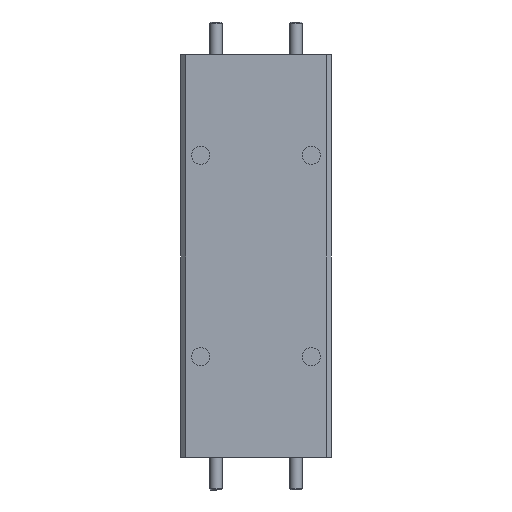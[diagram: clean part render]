
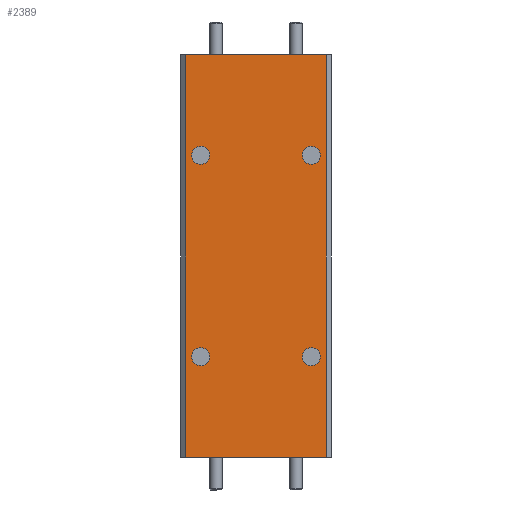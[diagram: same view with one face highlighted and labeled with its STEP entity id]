
A CAD part, front view. The second image highlights one B-rep face of the part: STEP entity #2389.
In plain terms, the highlighted planar face has unit normal (0, -1, 0).
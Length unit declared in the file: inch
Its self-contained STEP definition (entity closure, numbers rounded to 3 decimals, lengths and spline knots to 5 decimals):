
#51 = CARTESIAN_POINT ( 'NONE',  ( 0.275, -0.544, -0.5 ) ) ;
#56 = ORIENTED_EDGE ( 'NONE', *, *, #1450, .T. ) ;
#251 = CARTESIAN_POINT ( 'NONE',  ( 0.35, -0.544, 1. ) ) ;
#252 = VERTEX_POINT ( 'NONE', #1196 ) ;
#311 = AXIS2_PLACEMENT_3D ( 'NONE', #1254, #6697, #4242 ) ;
#406 = VERTEX_POINT ( 'NONE', #4534 ) ;
#627 = EDGE_CURVE ( 'NONE', #7073, #252, #4430, .T. ) ;
#672 = DIRECTION ( 'NONE',  ( 0., -1., 0. ) ) ;
#676 = DIRECTION ( 'NONE',  ( 0., 0., 1. ) ) ;
#918 = EDGE_LOOP ( 'NONE', ( #5892, #7347, #7508, #56 ) ) ;
#919 = ORIENTED_EDGE ( 'NONE', *, *, #6666, .F. ) ;
#934 = CARTESIAN_POINT ( 'NONE',  ( 0.375, -0.544, 1. ) ) ;
#971 = VERTEX_POINT ( 'NONE', #4060 ) ;
#1069 = FACE_BOUND ( 'NONE', #2823, .T. ) ;
#1091 = CARTESIAN_POINT ( 'NONE',  ( -0.275, -0.544, -0.4555 ) ) ;
#1196 = CARTESIAN_POINT ( 'NONE',  ( -0.35, -0.544, -1. ) ) ;
#1217 = VERTEX_POINT ( 'NONE', #251 ) ;
#1254 = CARTESIAN_POINT ( 'NONE',  ( -0.275, -0.544, -0.5 ) ) ;
#1450 = EDGE_CURVE ( 'NONE', #7073, #1217, #2604, .T. ) ;
#1459 = EDGE_LOOP ( 'NONE', ( #919 ) ) ;
#1534 = CARTESIAN_POINT ( 'NONE',  ( 0.375, -0.544, -1. ) ) ;
#1592 = DIRECTION ( 'NONE',  ( 0., 1., 0. ) ) ;
#1609 = EDGE_CURVE ( 'NONE', #406, #406, #7594, .T. ) ;
#1654 = AXIS2_PLACEMENT_3D ( 'NONE', #51, #4967, #676 ) ;
#1659 = DIRECTION ( 'NONE',  ( -1., 0., 0. ) ) ;
#1919 = DIRECTION ( 'NONE',  ( 0., 0., 1. ) ) ;
#2040 = DIRECTION ( 'NONE',  ( 0., -1., 0. ) ) ;
#2077 = EDGE_LOOP ( 'NONE', ( #6307 ) ) ;
#2308 = FACE_BOUND ( 'NONE', #2817, .T. ) ;
#2389 = ADVANCED_FACE ( 'NONE', ( #3149, #2308, #4409, #1069, #6466 ), #4573, .F. ) ;
#2406 = CARTESIAN_POINT ( 'NONE',  ( -0.35, -0.544, 1. ) ) ;
#2604 = LINE ( 'NONE', #4481, #6858 ) ;
#2817 = EDGE_LOOP ( 'NONE', ( #5452 ) ) ;
#2823 = EDGE_LOOP ( 'NONE', ( #4753 ) ) ;
#2971 = EDGE_CURVE ( 'NONE', #1217, #3688, #3435, .T. ) ;
#2981 = AXIS2_PLACEMENT_3D ( 'NONE', #7306, #672, #1919 ) ;
#3149 = FACE_BOUND ( 'NONE', #1459, .T. ) ;
#3435 = LINE ( 'NONE', #934, #7664 ) ;
#3688 = VERTEX_POINT ( 'NONE', #2406 ) ;
#3755 = LINE ( 'NONE', #6551, #6761 ) ;
#3954 = DIRECTION ( 'NONE',  ( -1., 0., 0. ) ) ;
#4060 = CARTESIAN_POINT ( 'NONE',  ( -0.275, -0.544, 0.5445 ) ) ;
#4242 = DIRECTION ( 'NONE',  ( 0., 0., 1. ) ) ;
#4383 = EDGE_CURVE ( 'NONE', #7035, #7035, #4952, .T. ) ;
#4409 = FACE_BOUND ( 'NONE', #2077, .T. ) ;
#4430 = LINE ( 'NONE', #5299, #4640 ) ;
#4481 = CARTESIAN_POINT ( 'NONE',  ( 0.35, -0.544, -1. ) ) ;
#4534 = CARTESIAN_POINT ( 'NONE',  ( 0.275, -0.544, 0.5445 ) ) ;
#4573 = PLANE ( 'NONE',  #7479 ) ;
#4640 = VECTOR ( 'NONE', #1659, 39.37008 ) ;
#4753 = ORIENTED_EDGE ( 'NONE', *, *, #1609, .F. ) ;
#4952 = CIRCLE ( 'NONE', #311, 0.0445 ) ;
#4967 = DIRECTION ( 'NONE',  ( 0., -1., 0. ) ) ;
#5138 = DIRECTION ( 'NONE',  ( 0., 0., 1. ) ) ;
#5147 = DIRECTION ( 'NONE',  ( 0., 0., 1. ) ) ;
#5299 = CARTESIAN_POINT ( 'NONE',  ( 0.375, -0.544, -1. ) ) ;
#5317 = DIRECTION ( 'NONE',  ( 0., 0., -1. ) ) ;
#5347 = VERTEX_POINT ( 'NONE', #7660 ) ;
#5452 = ORIENTED_EDGE ( 'NONE', *, *, #4383, .F. ) ;
#5627 = CARTESIAN_POINT ( 'NONE',  ( -0.275, -0.544, 0.5 ) ) ;
#5892 = ORIENTED_EDGE ( 'NONE', *, *, #2971, .T. ) ;
#6013 = CARTESIAN_POINT ( 'NONE',  ( 0.35, -0.544, -1. ) ) ;
#6087 = EDGE_CURVE ( 'NONE', #971, #971, #6873, .T. ) ;
#6307 = ORIENTED_EDGE ( 'NONE', *, *, #6087, .F. ) ;
#6339 = DIRECTION ( 'NONE',  ( 0., 0., -1. ) ) ;
#6466 = FACE_OUTER_BOUND ( 'NONE', #918, .T. ) ;
#6551 = CARTESIAN_POINT ( 'NONE',  ( -0.35, -0.544, -1. ) ) ;
#6666 = EDGE_CURVE ( 'NONE', #5347, #5347, #7794, .T. ) ;
#6697 = DIRECTION ( 'NONE',  ( 0., -1., 0. ) ) ;
#6706 = AXIS2_PLACEMENT_3D ( 'NONE', #5627, #2040, #5138 ) ;
#6761 = VECTOR ( 'NONE', #5317, 39.37008 ) ;
#6858 = VECTOR ( 'NONE', #5147, 39.37008 ) ;
#6873 = CIRCLE ( 'NONE', #6706, 0.0445 ) ;
#6959 = EDGE_CURVE ( 'NONE', #3688, #252, #3755, .T. ) ;
#7035 = VERTEX_POINT ( 'NONE', #1091 ) ;
#7073 = VERTEX_POINT ( 'NONE', #6013 ) ;
#7306 = CARTESIAN_POINT ( 'NONE',  ( 0.275, -0.544, 0.5 ) ) ;
#7347 = ORIENTED_EDGE ( 'NONE', *, *, #6959, .T. ) ;
#7479 = AXIS2_PLACEMENT_3D ( 'NONE', #1534, #1592, #6339 ) ;
#7508 = ORIENTED_EDGE ( 'NONE', *, *, #627, .F. ) ;
#7594 = CIRCLE ( 'NONE', #2981, 0.0445 ) ;
#7660 = CARTESIAN_POINT ( 'NONE',  ( 0.275, -0.544, -0.4555 ) ) ;
#7664 = VECTOR ( 'NONE', #3954, 39.37008 ) ;
#7794 = CIRCLE ( 'NONE', #1654, 0.0445 ) ;
